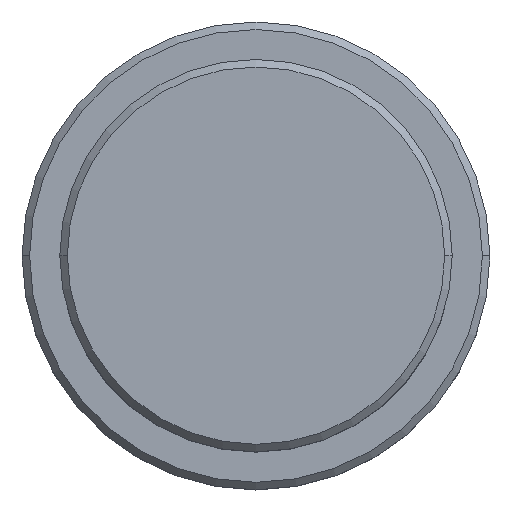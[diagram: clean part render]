
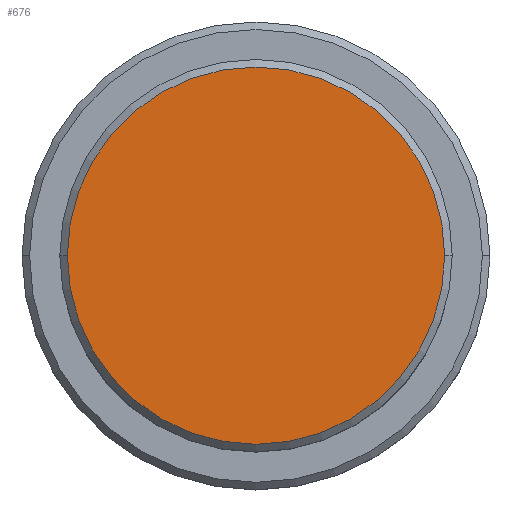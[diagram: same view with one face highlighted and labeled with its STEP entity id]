
A CAD part, top view. The second image highlights one B-rep face of the part: STEP entity #676.
In plain terms, the highlighted planar face has unit normal (0, 0, 1).
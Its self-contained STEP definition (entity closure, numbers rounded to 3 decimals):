
#1 = PLANE ( 'NONE',  #128 ) ;
#128 = AXIS2_PLACEMENT_3D ( 'NONE', #840, #742, #737 ) ;
#168 = CARTESIAN_POINT ( 'NONE',  ( -12.5, 0., 0. ) ) ;
#184 = DIRECTION ( 'NONE',  ( 1., 0., 0. ) ) ;
#199 = CIRCLE ( 'NONE', #377, 12.5 ) ;
#279 = VERTEX_POINT ( 'NONE', #168 ) ;
#297 = EDGE_LOOP ( 'NONE', ( #1022, #753 ) ) ;
#377 = AXIS2_PLACEMENT_3D ( 'NONE', #508, #909, #184 ) ;
#446 = CIRCLE ( 'NONE', #1407, 12.5 ) ;
#508 = CARTESIAN_POINT ( 'NONE',  ( 0., 0., 0. ) ) ;
#564 = DIRECTION ( 'NONE',  ( 1., 0., 0. ) ) ;
#627 = EDGE_CURVE ( 'NONE', #279, #1218, #199, .T. ) ;
#676 = ADVANCED_FACE ( 'NONE', ( #976 ), #1, .T. ) ;
#737 = DIRECTION ( 'NONE',  ( 1., 0., 0. ) ) ;
#742 = DIRECTION ( 'NONE',  ( 0., 0., 1. ) ) ;
#753 = ORIENTED_EDGE ( 'NONE', *, *, #874, .T. ) ;
#759 = DIRECTION ( 'NONE',  ( 0., 0., 1. ) ) ;
#840 = CARTESIAN_POINT ( 'NONE',  ( 0., 0., 0. ) ) ;
#874 = EDGE_CURVE ( 'NONE', #1218, #279, #446, .T. ) ;
#909 = DIRECTION ( 'NONE',  ( 0., 0., 1. ) ) ;
#976 = FACE_OUTER_BOUND ( 'NONE', #297, .T. ) ;
#1022 = ORIENTED_EDGE ( 'NONE', *, *, #627, .T. ) ;
#1093 = CARTESIAN_POINT ( 'NONE',  ( 0., 0., 0. ) ) ;
#1218 = VERTEX_POINT ( 'NONE', #1242 ) ;
#1242 = CARTESIAN_POINT ( 'NONE',  ( 12.5, 0., 0. ) ) ;
#1407 = AXIS2_PLACEMENT_3D ( 'NONE', #1093, #759, #564 ) ;
